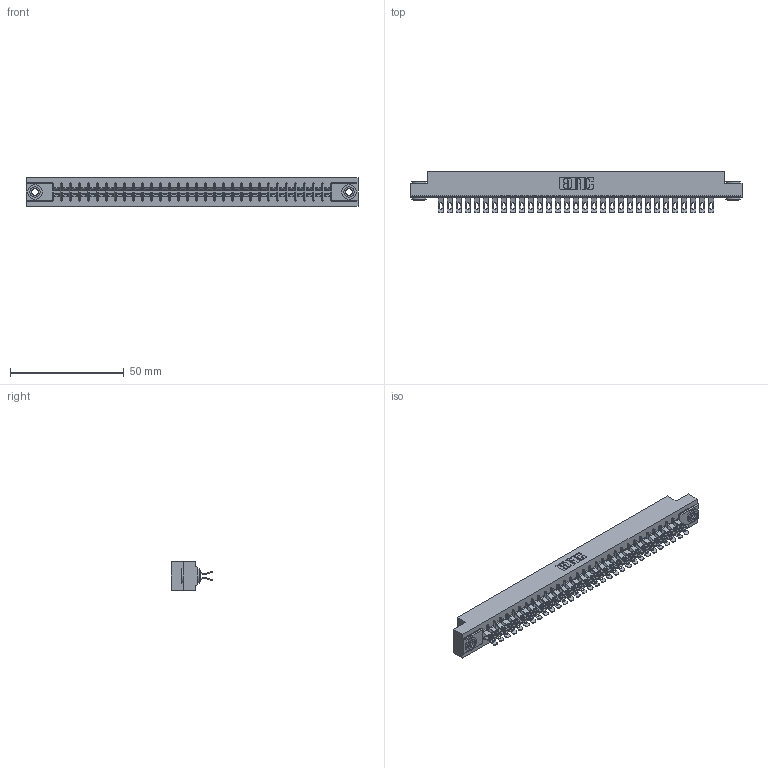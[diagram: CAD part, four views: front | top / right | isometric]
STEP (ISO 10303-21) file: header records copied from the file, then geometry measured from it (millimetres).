
FILE_DESCRIPTION (( 'STEP AP203' ), '1' );
FILE_NAME ('305-062-555-503.STEP', '2019-09-10T02:09:59', ( '' ), ( '' ), 'SwSTEP 2.0', 'SolidWorks 2016', '' );
FILE_SCHEMA (( 'CONFIG_CONTROL_DESIGN' ));
Length unit declared in the file: inch
Products named in the file (4): 345-250-002_345-250-002-102; 305-290-001_555; 305 Part_.156 Dia; 305-062-555-503
Assembly tree (65 placements, depth 2):
  305-062-555-503
    305 Part_.156 Dia
    305-290-001_555  x62
    345-250-002_345-250-002-102  x2
Bounding box: 145.85 x 18.41 x 12.7 mm (x, y, z)
Volume: 14904.2 mm3; surface area: 20816.1 mm2
Topology: 65 solids, 65 shells, 4260 faces, 12673 edges, 8278 vertices
Faces by surface type: plane 2076, cylinder 2052, sphere 124, cone 8
Entity records: 36593 total; most frequent: CARTESIAN_POINT 6054, ORIENTED_EDGE 5990, DIRECTION 5875, EDGE_CURVE 2995, LINE 2381, VECTOR 2381, VERTEX_POINT 1910, AXIS2_PLACEMENT_3D 1747
